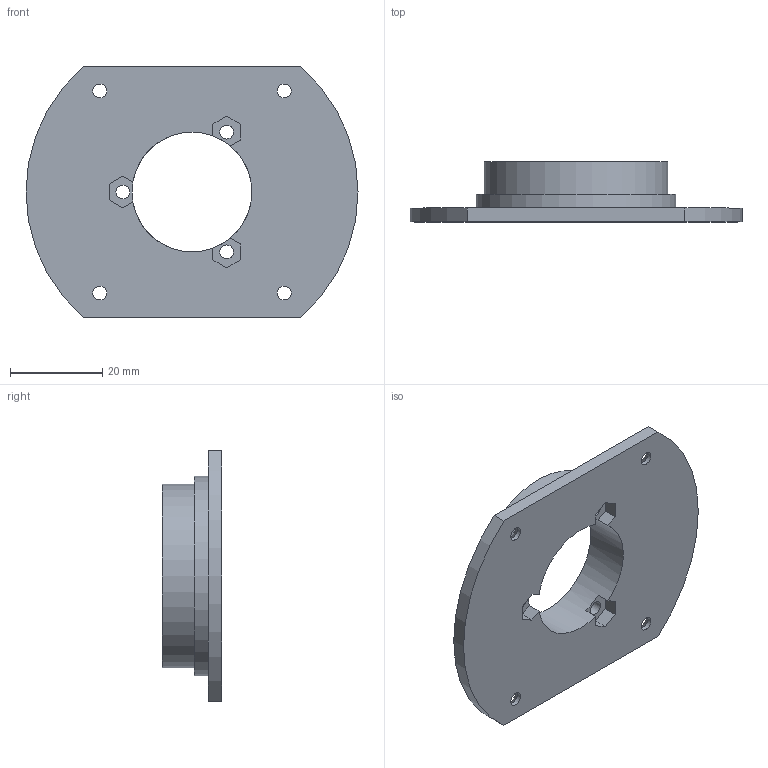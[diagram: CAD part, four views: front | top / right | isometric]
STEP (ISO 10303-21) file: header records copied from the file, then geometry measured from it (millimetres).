
FILE_DESCRIPTION(/* description */ (''),/* implementation_level */ '2;1');
FILE_NAME(/* name */ 'bearing_inner v14.step',/* time_stamp */ '2021-09-22T19:35:22+03:00',/* author */ (''),/* organization */ (''),/* preprocessor_version */ 'ST-DEVELOPER v18.1',/* originating_system */ 'Autodesk Translation Framework v10.10.0.1391',/* authorisation */ '');
FILE_SCHEMA (('AUTOMOTIVE_DESIGN { 1 0 10303 214 3 1 1 }'));
Length unit declared in the file: millimetre
Products named in the file (1): bearing_inner
Bounding box: 72 x 13 x 54.34 mm (x, y, z)
Volume: 14841.6 mm3; surface area: 9308.9 mm2
Topology: 1 solids, 1 shells, 42 faces, 111 edges, 74 vertices
Faces by surface type: plane 25, cylinder 13, cone 4
Full cylindrical faces by diameter (mm): 3 x7, 26 x1, 35 x1, 39.8 x1, 43.3 x1
Entity records: 1380 total; most frequent: DIRECTION 237, CARTESIAN_POINT 228, ORIENTED_EDGE 222, EDGE_CURVE 111, AXIS2_PLACEMENT_3D 83, VERTEX_POINT 74, LINE 71, VECTOR 71
